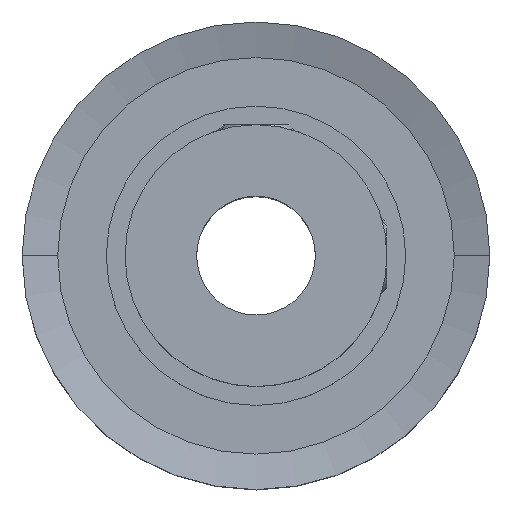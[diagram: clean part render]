
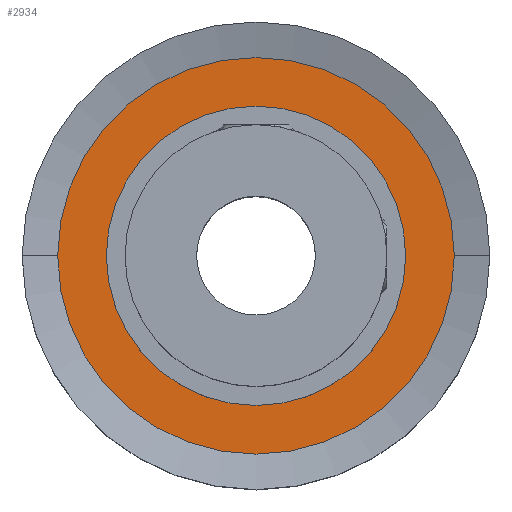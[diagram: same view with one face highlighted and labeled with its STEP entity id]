
A CAD part, top view. The second image highlights one B-rep face of the part: STEP entity #2934.
In plain terms, the highlighted planar face has unit normal (0, 0, 1).
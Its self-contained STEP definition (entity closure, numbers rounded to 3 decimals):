
#12 = CIRCLE ( 'NONE', #3210, 10.6 ) ;
#189 = ORIENTED_EDGE ( 'NONE', *, *, #5003, .F. ) ;
#324 = FACE_OUTER_BOUND ( 'NONE', #6242, .T. ) ;
#325 = VERTEX_POINT ( 'NONE', #733 ) ;
#517 = VERTEX_POINT ( 'NONE', #12278 ) ;
#677 = ORIENTED_EDGE ( 'NONE', *, *, #1508, .T. ) ;
#733 = CARTESIAN_POINT ( 'NONE',  ( 10.6, 0., 10.5 ) ) ;
#1287 = DIRECTION ( 'NONE',  ( 0., 0., 1. ) ) ;
#1508 = EDGE_CURVE ( 'NONE', #517, #325, #9123, .T. ) ;
#1678 = DIRECTION ( 'NONE',  ( 1., 0., 0. ) ) ;
#2024 = VERTEX_POINT ( 'NONE', #3013 ) ;
#2160 = DIRECTION ( 'NONE',  ( 1., 0., 0. ) ) ;
#2934 = ADVANCED_FACE ( 'NONE', ( #7095, #324 ), #10888, .F. ) ;
#3013 = CARTESIAN_POINT ( 'NONE',  ( -8., 0., 10.5 ) ) ;
#3210 = AXIS2_PLACEMENT_3D ( 'NONE', #8037, #6297, #8218 ) ;
#3392 = CARTESIAN_POINT ( 'NONE',  ( 0., 0., 10.5 ) ) ;
#3542 = ORIENTED_EDGE ( 'NONE', *, *, #7282, .T. ) ;
#3674 = DIRECTION ( 'NONE',  ( 0., 0., 1. ) ) ;
#4145 = DIRECTION ( 'NONE',  ( 0., 0., -1. ) ) ;
#4183 = DIRECTION ( 'NONE',  ( 1., 0., 0. ) ) ;
#4600 = AXIS2_PLACEMENT_3D ( 'NONE', #11155, #3674, #1678 ) ;
#4906 = VERTEX_POINT ( 'NONE', #6800 ) ;
#5003 = EDGE_CURVE ( 'NONE', #2024, #4906, #6430, .T. ) ;
#5840 = ORIENTED_EDGE ( 'NONE', *, *, #11280, .F. ) ;
#6242 = EDGE_LOOP ( 'NONE', ( #3542, #677 ) ) ;
#6297 = DIRECTION ( 'NONE',  ( 0., 0., 1. ) ) ;
#6430 = CIRCLE ( 'NONE', #7031, 8. ) ;
#6800 = CARTESIAN_POINT ( 'NONE',  ( 8., 0., 10.5 ) ) ;
#7031 = AXIS2_PLACEMENT_3D ( 'NONE', #11881, #1287, #2160 ) ;
#7095 = FACE_BOUND ( 'NONE', #7373, .T. ) ;
#7282 = EDGE_CURVE ( 'NONE', #325, #517, #12, .T. ) ;
#7373 = EDGE_LOOP ( 'NONE', ( #5840, #189 ) ) ;
#8037 = CARTESIAN_POINT ( 'NONE',  ( 0., 0., 10.5 ) ) ;
#8218 = DIRECTION ( 'NONE',  ( 1., 0., 0. ) ) ;
#8387 = AXIS2_PLACEMENT_3D ( 'NONE', #3392, #4145, #8828 ) ;
#8806 = CARTESIAN_POINT ( 'NONE',  ( 0., 0., 10.5 ) ) ;
#8828 = DIRECTION ( 'NONE',  ( -1., 0., 0. ) ) ;
#9123 = CIRCLE ( 'NONE', #12080, 10.6 ) ;
#10579 = CIRCLE ( 'NONE', #4600, 8. ) ;
#10888 = PLANE ( 'NONE',  #8387 ) ;
#10929 = DIRECTION ( 'NONE',  ( 0., 0., 1. ) ) ;
#11155 = CARTESIAN_POINT ( 'NONE',  ( 0., 0., 10.5 ) ) ;
#11280 = EDGE_CURVE ( 'NONE', #4906, #2024, #10579, .T. ) ;
#11881 = CARTESIAN_POINT ( 'NONE',  ( 0., 0., 10.5 ) ) ;
#12080 = AXIS2_PLACEMENT_3D ( 'NONE', #8806, #10929, #4183 ) ;
#12278 = CARTESIAN_POINT ( 'NONE',  ( -10.6, 0., 10.5 ) ) ;
